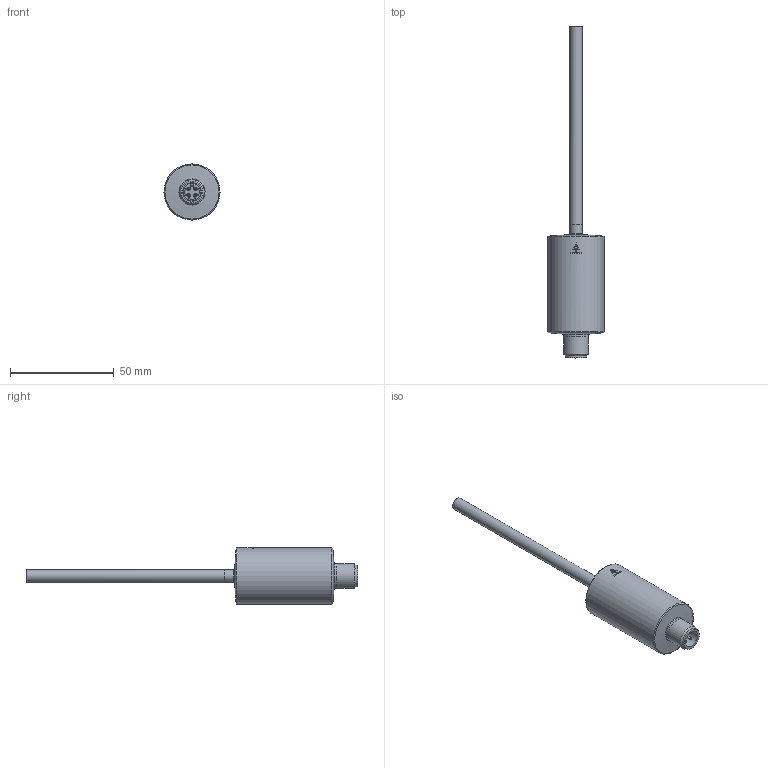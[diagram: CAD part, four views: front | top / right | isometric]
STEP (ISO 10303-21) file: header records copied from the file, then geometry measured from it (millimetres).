
FILE_DESCRIPTION(/* description */ ('FXFF005'),/* implementation_level */ '2;1');
FILE_NAME(/* name */ 'FXFF002',/* time_stamp */ '2016-08-30T17:09:02+02:00',/* author */ ('Zimmermann'),/* organization */ ('wenglor fluid GmbH'),/* preprocessor_version */ 'ST-DEVELOPER v16.7',/* originating_system */ 'DEX',/* authorisation */ $);
FILE_SCHEMA (('AUTOMOTIVE_DESIGN {1 0 10303 214 3 1 1}'));
Length unit declared in the file: millimetre
Products named in the file (1): TK_FXFF002
Bounding box: 27 x 159.9 x 27 mm (x, y, z)
Volume: 30640.9 mm3; surface area: 8048.4 mm2
Topology: 1 solids, 3 shells, 82 faces, 201 edges, 129 vertices
Faces by surface type: cylinder 33, plane 33, cone 10, torus 6
Full cylindrical faces by diameter (mm): 1 x4, 5.44 x1, 6 x1, 8.3 x1, 9.4 x1, 9.5 x1, 9.9 x1, 10.5 x1, 12 x2, 27 x1
Entity records: 2977 total; most frequent: CARTESIAN_POINT 544, DIRECTION 415, ORIENTED_EDGE 320, AXIS2_PLACEMENT_3D 173, EDGE_CURVE 160, EDGE_LOOP 121, FACE_BOUND 121, VERTEX_POINT 119
